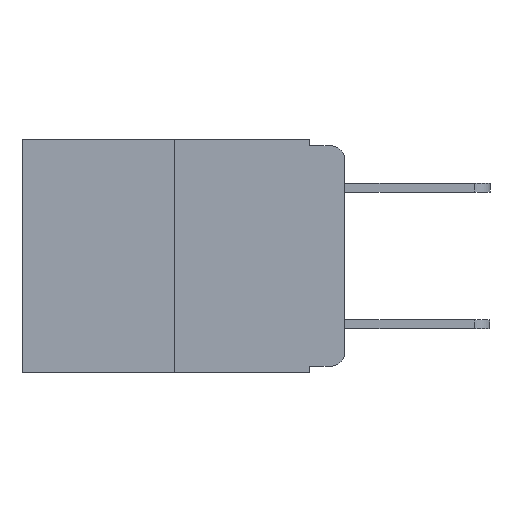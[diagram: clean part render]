
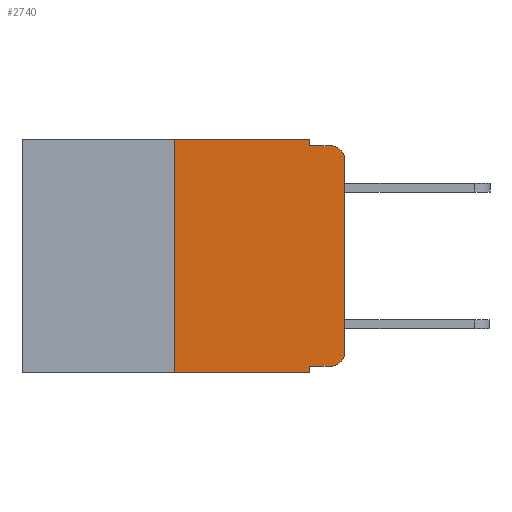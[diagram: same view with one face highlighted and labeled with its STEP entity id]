
A CAD part, left-side view. The second image highlights one B-rep face of the part: STEP entity #2740.
In plain terms, the highlighted planar face has unit normal (-1, 0, 0).
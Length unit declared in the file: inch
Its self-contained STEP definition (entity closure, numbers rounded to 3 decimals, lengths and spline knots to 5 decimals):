
#782 = EDGE_CURVE ( 'NONE', #13656, #9503, #4287, .T. ) ;
#1179 = EDGE_LOOP ( 'NONE', ( #11349, #2937, #17289, #15168, #12563, #21204, #14031, #12574, #18653, #17227 ) ) ;
#1268 = CARTESIAN_POINT ( 'NONE',  ( 0., 0.473, -0.343 ) ) ;
#1997 = DIRECTION ( 'NONE',  ( 0., 0., -1. ) ) ;
#2740 = ADVANCED_FACE ( 'NONE', ( #19595 ), #21955, .F. ) ;
#2795 = EDGE_CURVE ( 'NONE', #22113, #10582, #19014, .T. ) ;
#2872 = DIRECTION ( 'NONE',  ( 0., 0., 1. ) ) ;
#2937 = ORIENTED_EDGE ( 'NONE', *, *, #4439, .T. ) ;
#4280 = LINE ( 'NONE', #13176, #23085 ) ;
#4287 = LINE ( 'NONE', #10044, #8539 ) ;
#4439 = EDGE_CURVE ( 'NONE', #18077, #10347, #10888, .T. ) ;
#5340 = CARTESIAN_POINT ( 'NONE',  ( 0., 0., -0.313 ) ) ;
#6095 = DIRECTION ( 'NONE',  ( 0., 0., 1. ) ) ;
#6402 = VERTEX_POINT ( 'NONE', #11673 ) ;
#6833 = CARTESIAN_POINT ( 'NONE',  ( 0., 0.02, -0.333 ) ) ;
#6914 = DIRECTION ( 'NONE',  ( -1., 0., 0. ) ) ;
#7354 = VECTOR ( 'NONE', #11333, 39.37008 ) ;
#7390 = DIRECTION ( 'NONE',  ( -1., 0., 0. ) ) ;
#8539 = VECTOR ( 'NONE', #2872, 39.37008 ) ;
#8555 = DIRECTION ( 'NONE',  ( 0., 0., -1. ) ) ;
#9282 = VECTOR ( 'NONE', #9325, 39.37008 ) ;
#9325 = DIRECTION ( 'NONE',  ( 0., 0., -1. ) ) ;
#9503 = VERTEX_POINT ( 'NONE', #16522 ) ;
#10044 = CARTESIAN_POINT ( 'NONE',  ( 0., 0.25, 0. ) ) ;
#10222 = EDGE_CURVE ( 'NONE', #9503, #6402, #16475, .T. ) ;
#10347 = VERTEX_POINT ( 'NONE', #20829 ) ;
#10363 = VECTOR ( 'NONE', #8555, 39.37008 ) ;
#10424 = CIRCLE ( 'NONE', #13920, 0.02 ) ;
#10582 = VERTEX_POINT ( 'NONE', #17830 ) ;
#10794 = DIRECTION ( 'NONE',  ( 0., -1., 0. ) ) ;
#10888 = CIRCLE ( 'NONE', #14919, 0.02 ) ;
#10952 = EDGE_CURVE ( 'NONE', #22113, #11737, #17866, .T. ) ;
#10958 = CARTESIAN_POINT ( 'NONE',  ( 0., 0.051, -0.01 ) ) ;
#10980 = CARTESIAN_POINT ( 'NONE',  ( 0., 0.473, 0. ) ) ;
#11333 = DIRECTION ( 'NONE',  ( 0., -1., 0. ) ) ;
#11349 = ORIENTED_EDGE ( 'NONE', *, *, #20689, .T. ) ;
#11673 = CARTESIAN_POINT ( 'NONE',  ( 0., 0.051, 0. ) ) ;
#11697 = EDGE_CURVE ( 'NONE', #6402, #12555, #15253, .T. ) ;
#11737 = VERTEX_POINT ( 'NONE', #6833 ) ;
#12555 = VERTEX_POINT ( 'NONE', #10958 ) ;
#12563 = ORIENTED_EDGE ( 'NONE', *, *, #10222, .F. ) ;
#12574 = ORIENTED_EDGE ( 'NONE', *, *, #2795, .F. ) ;
#12775 = DIRECTION ( 'NONE',  ( 1., 0., 0. ) ) ;
#13176 = CARTESIAN_POINT ( 'NONE',  ( 0., 0., 0. ) ) ;
#13295 = CARTESIAN_POINT ( 'NONE',  ( 0., 0.051, -0.333 ) ) ;
#13464 = AXIS2_PLACEMENT_3D ( 'NONE', #10980, #12775, #1997 ) ;
#13656 = VERTEX_POINT ( 'NONE', #18926 ) ;
#13920 = AXIS2_PLACEMENT_3D ( 'NONE', #18304, #7390, #20176 ) ;
#14031 = ORIENTED_EDGE ( 'NONE', *, *, #17100, .T. ) ;
#14691 = VERTEX_POINT ( 'NONE', #5340 ) ;
#14694 = VECTOR ( 'NONE', #10794, 39.37008 ) ;
#14919 = AXIS2_PLACEMENT_3D ( 'NONE', #17816, #6914, #19672 ) ;
#15168 = ORIENTED_EDGE ( 'NONE', *, *, #11697, .F. ) ;
#15253 = LINE ( 'NONE', #19429, #10363 ) ;
#15982 = CARTESIAN_POINT ( 'NONE',  ( 0., 0.051, -0.333 ) ) ;
#16147 = VECTOR ( 'NONE', #22476, 39.37008 ) ;
#16475 = LINE ( 'NONE', #22324, #7354 ) ;
#16522 = CARTESIAN_POINT ( 'NONE',  ( 0., 0.25, 0. ) ) ;
#17100 = EDGE_CURVE ( 'NONE', #13656, #10582, #17407, .T. ) ;
#17227 = ORIENTED_EDGE ( 'NONE', *, *, #21742, .T. ) ;
#17289 = ORIENTED_EDGE ( 'NONE', *, *, #22647, .F. ) ;
#17407 = LINE ( 'NONE', #1268, #21687 ) ;
#17816 = CARTESIAN_POINT ( 'NONE',  ( 0., 0.02, -0.03 ) ) ;
#17830 = CARTESIAN_POINT ( 'NONE',  ( 0., 0.051, -0.343 ) ) ;
#17866 = LINE ( 'NONE', #13295, #16147 ) ;
#18077 = VERTEX_POINT ( 'NONE', #20326 ) ;
#18304 = CARTESIAN_POINT ( 'NONE',  ( 0., 0.02, -0.313 ) ) ;
#18653 = ORIENTED_EDGE ( 'NONE', *, *, #10952, .T. ) ;
#18926 = CARTESIAN_POINT ( 'NONE',  ( 0., 0.25, -0.343 ) ) ;
#19004 = LINE ( 'NONE', #21792, #14694 ) ;
#19014 = LINE ( 'NONE', #22122, #9282 ) ;
#19429 = CARTESIAN_POINT ( 'NONE',  ( 0., 0.051, 0. ) ) ;
#19595 = FACE_OUTER_BOUND ( 'NONE', #1179, .T. ) ;
#19672 = DIRECTION ( 'NONE',  ( 0., 0., -1. ) ) ;
#20176 = DIRECTION ( 'NONE',  ( 0., 0., -1. ) ) ;
#20326 = CARTESIAN_POINT ( 'NONE',  ( 0., 0., -0.03 ) ) ;
#20689 = EDGE_CURVE ( 'NONE', #14691, #18077, #4280, .T. ) ;
#20829 = CARTESIAN_POINT ( 'NONE',  ( 0., 0.02, -0.01 ) ) ;
#21204 = ORIENTED_EDGE ( 'NONE', *, *, #782, .F. ) ;
#21687 = VECTOR ( 'NONE', #23041, 39.37008 ) ;
#21742 = EDGE_CURVE ( 'NONE', #11737, #14691, #10424, .T. ) ;
#21792 = CARTESIAN_POINT ( 'NONE',  ( 0., 0.051, -0.01 ) ) ;
#21955 = PLANE ( 'NONE',  #13464 ) ;
#22113 = VERTEX_POINT ( 'NONE', #15982 ) ;
#22122 = CARTESIAN_POINT ( 'NONE',  ( 0., 0.051, 0. ) ) ;
#22324 = CARTESIAN_POINT ( 'NONE',  ( 0., 0.473, 0. ) ) ;
#22476 = DIRECTION ( 'NONE',  ( 0., -1., 0. ) ) ;
#22647 = EDGE_CURVE ( 'NONE', #12555, #10347, #19004, .T. ) ;
#23041 = DIRECTION ( 'NONE',  ( 0., -1., 0. ) ) ;
#23085 = VECTOR ( 'NONE', #6095, 39.37008 ) ;
